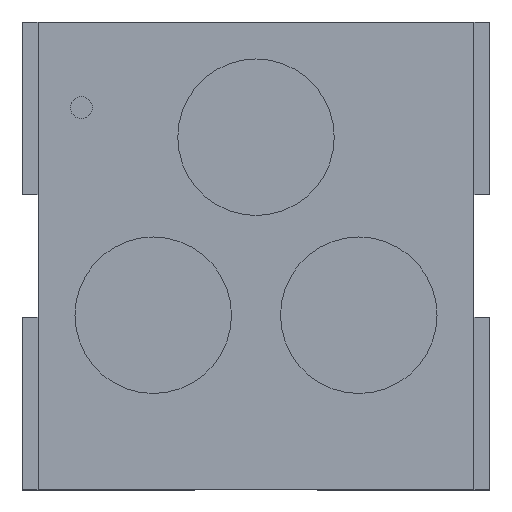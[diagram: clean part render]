
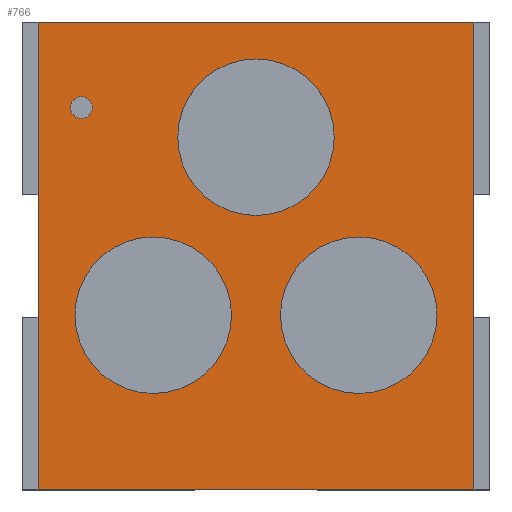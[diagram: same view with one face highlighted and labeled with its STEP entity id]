
A CAD part, top view. The second image highlights one B-rep face of the part: STEP entity #766.
In plain terms, the highlighted planar face has unit normal (0, 0, 1).
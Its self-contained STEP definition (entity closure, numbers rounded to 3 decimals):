
#13=FACE_BOUND('',#127,.T.);
#14=FACE_BOUND('',#128,.T.);
#15=FACE_BOUND('',#129,.T.);
#32=PLANE('',#840);
#79=FACE_OUTER_BOUND('',#126,.T.);
#126=EDGE_LOOP('',(#547,#548,#549,#550));
#127=EDGE_LOOP('',(#551));
#128=EDGE_LOOP('',(#552));
#129=EDGE_LOOP('',(#553));
#168=LINE('',#1110,#256);
#172=LINE('',#1117,#260);
#175=LINE('',#1123,#263);
#177=LINE('',#1126,#265);
#256=VECTOR('',#917,1.397);
#260=VECTOR('',#923,1.499);
#263=VECTOR('',#928,1.397);
#265=VECTOR('',#932,1.499);
#340=CIRCLE('',#824,0.251);
#342=CIRCLE('',#828,0.251);
#344=CIRCLE('',#832,0.251);
#348=VERTEX_POINT('',#1083);
#350=VERTEX_POINT('',#1090);
#352=VERTEX_POINT('',#1097);
#356=VERTEX_POINT('',#1107);
#357=VERTEX_POINT('',#1109);
#359=VERTEX_POINT('',#1115);
#361=VERTEX_POINT('',#1121);
#413=EDGE_CURVE('',#348,#348,#340,.T.);
#416=EDGE_CURVE('',#350,#350,#342,.T.);
#419=EDGE_CURVE('',#352,#352,#344,.T.);
#424=EDGE_CURVE('',#357,#356,#168,.T.);
#428=EDGE_CURVE('',#356,#359,#172,.T.);
#431=EDGE_CURVE('',#359,#361,#175,.T.);
#433=EDGE_CURVE('',#361,#357,#177,.T.);
#547=ORIENTED_EDGE('',*,*,#424,.T.);
#548=ORIENTED_EDGE('',*,*,#428,.T.);
#549=ORIENTED_EDGE('',*,*,#431,.T.);
#550=ORIENTED_EDGE('',*,*,#433,.T.);
#551=ORIENTED_EDGE('',*,*,#413,.T.);
#552=ORIENTED_EDGE('',*,*,#416,.T.);
#553=ORIENTED_EDGE('',*,*,#419,.T.);
#766=ADVANCED_FACE('',(#79,#13,#14,#15),#32,.T.);
#824=AXIS2_PLACEMENT_3D('',#1084,#888,#889);
#828=AXIS2_PLACEMENT_3D('',#1091,#897,#898);
#832=AXIS2_PLACEMENT_3D('',#1098,#906,#907);
#840=AXIS2_PLACEMENT_3D('',#1128,#935,#936);
#888=DIRECTION('center_axis',(0.,0.,-1.));
#889=DIRECTION('ref_axis',(-1.,0.,0.));
#897=DIRECTION('center_axis',(0.,0.,-1.));
#898=DIRECTION('ref_axis',(-1.,0.,0.));
#906=DIRECTION('center_axis',(0.,0.,-1.));
#907=DIRECTION('ref_axis',(-1.,0.,0.));
#917=DIRECTION('',(1.,0.,0.));
#923=DIRECTION('',(0.,1.,0.));
#928=DIRECTION('',(-1.,0.,0.));
#932=DIRECTION('',(0.,-1.,0.));
#935=DIRECTION('center_axis',(0.,0.,1.));
#936=DIRECTION('ref_axis',(0.,1.,0.));
#1083=CARTESIAN_POINT('',(-0.079,-0.19,0.406));
#1084=CARTESIAN_POINT('Origin',(-0.329,-0.19,0.406));
#1090=CARTESIAN_POINT('',(0.251,0.38,0.406));
#1091=CARTESIAN_POINT('Origin',(0.,0.38,0.406));
#1097=CARTESIAN_POINT('',(0.58,-0.19,0.406));
#1098=CARTESIAN_POINT('Origin',(0.329,-0.19,0.406));
#1107=CARTESIAN_POINT('',(0.698,-0.749,0.406));
#1109=CARTESIAN_POINT('',(-0.698,-0.749,0.406));
#1110=CARTESIAN_POINT('',(-0.698,-0.749,0.406));
#1115=CARTESIAN_POINT('',(0.698,0.749,0.406));
#1117=CARTESIAN_POINT('',(0.698,-0.749,0.406));
#1121=CARTESIAN_POINT('',(-0.698,0.749,0.406));
#1123=CARTESIAN_POINT('',(0.698,0.749,0.406));
#1126=CARTESIAN_POINT('',(-0.698,0.749,0.406));
#1128=CARTESIAN_POINT('Origin',(-0.698,-0.749,0.406));
